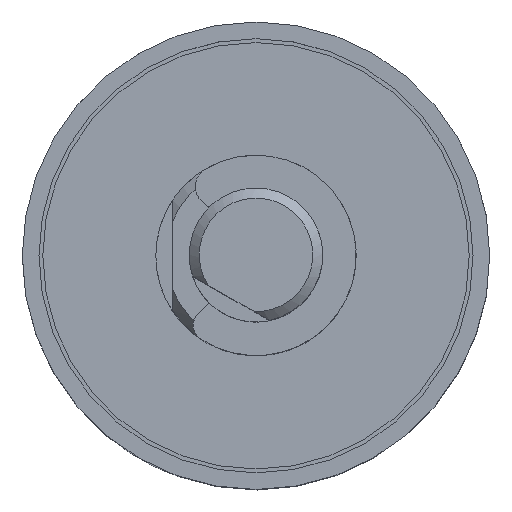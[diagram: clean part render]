
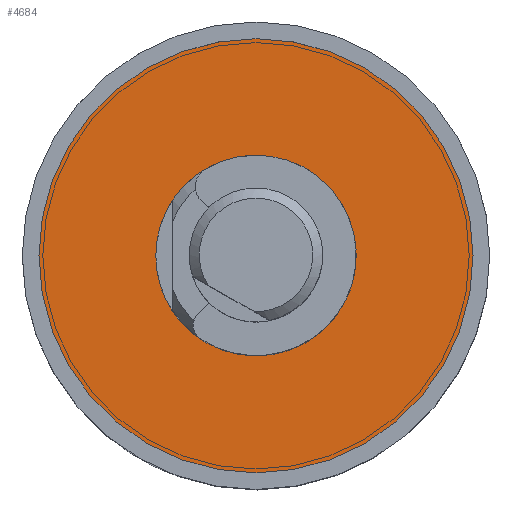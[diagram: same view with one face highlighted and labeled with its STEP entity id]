
A CAD part, top view. The second image highlights one B-rep face of the part: STEP entity #4684.
In plain terms, the highlighted planar face has unit normal (0, 0, 1).
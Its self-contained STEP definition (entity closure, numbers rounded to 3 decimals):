
#1041 = EDGE_CURVE ( 'NONE', #1633, #1633, #3789, .T. ) ;
#1226 = AXIS2_PLACEMENT_3D ( 'NONE', #7119, #4621, #5187 ) ;
#1359 = AXIS2_PLACEMENT_3D ( 'NONE', #7210, #2295, #6014 ) ;
#1454 = DIRECTION ( 'NONE',  ( 0., 0., -1. ) ) ;
#1625 = EDGE_CURVE ( 'NONE', #3680, #3680, #1742, .T. ) ;
#1633 = VERTEX_POINT ( 'NONE', #3355 ) ;
#1742 = CIRCLE ( 'NONE', #1359, 6.5 ) ;
#1858 = FACE_BOUND ( 'NONE', #3328, .T. ) ;
#2295 = DIRECTION ( 'NONE',  ( 0., 0., 1. ) ) ;
#2779 = PLANE ( 'NONE',  #1226 ) ;
#3123 = ORIENTED_EDGE ( 'NONE', *, *, #1625, .T. ) ;
#3328 = EDGE_LOOP ( 'NONE', ( #6379 ) ) ;
#3355 = CARTESIAN_POINT ( 'NONE',  ( -3., 0., 0.5 ) ) ;
#3680 = VERTEX_POINT ( 'NONE', #5133 ) ;
#3789 = CIRCLE ( 'NONE', #4856, 3. ) ;
#4621 = DIRECTION ( 'NONE',  ( 0., 0., 1. ) ) ;
#4684 = ADVANCED_FACE ( 'NONE', ( #1858, #7585 ), #2779, .T. ) ;
#4856 = AXIS2_PLACEMENT_3D ( 'NONE', #7115, #1454, #7716 ) ;
#5133 = CARTESIAN_POINT ( 'NONE',  ( 6.5, 0., 0.5 ) ) ;
#5187 = DIRECTION ( 'NONE',  ( 1., 0., 0. ) ) ;
#6014 = DIRECTION ( 'NONE',  ( 1., 0., 0. ) ) ;
#6379 = ORIENTED_EDGE ( 'NONE', *, *, #1041, .T. ) ;
#7115 = CARTESIAN_POINT ( 'NONE',  ( 0., 0., 0.5 ) ) ;
#7119 = CARTESIAN_POINT ( 'NONE',  ( 3., 0., 0.5 ) ) ;
#7210 = CARTESIAN_POINT ( 'NONE',  ( 0., 0., 0.5 ) ) ;
#7585 = FACE_OUTER_BOUND ( 'NONE', #8017, .T. ) ;
#7716 = DIRECTION ( 'NONE',  ( -1., 0., 0. ) ) ;
#8017 = EDGE_LOOP ( 'NONE', ( #3123 ) ) ;
